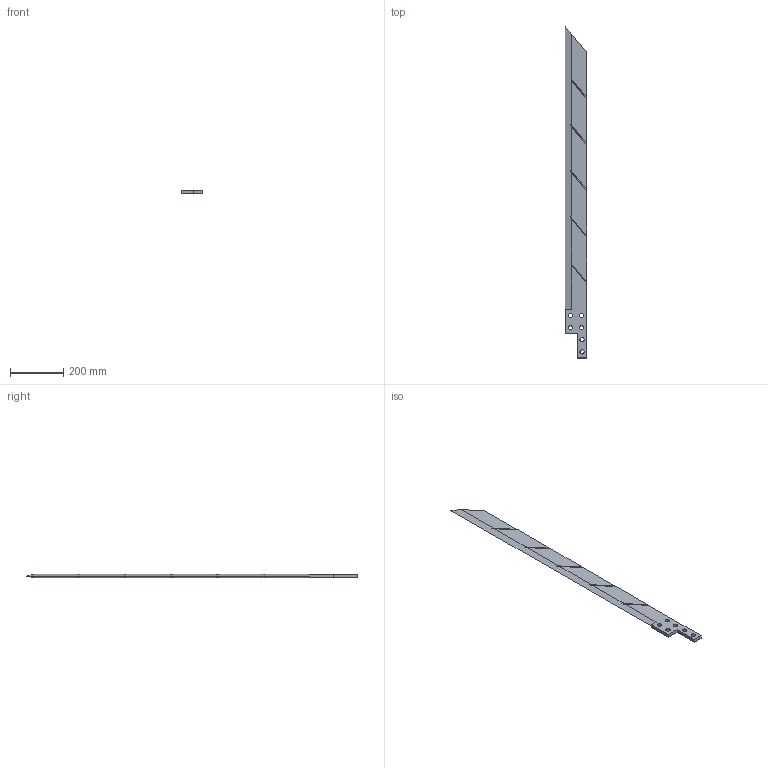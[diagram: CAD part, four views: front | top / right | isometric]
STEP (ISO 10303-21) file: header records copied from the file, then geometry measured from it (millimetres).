
FILE_DESCRIPTION(/* description */ (''),/* implementation_level */ '2;1');
FILE_NAME(/* name */ 'blade D 3.25.stp',/* time_stamp */ '2021-04-14T18:49:52-06:00',/* author */ ('newic'),/* organization */ (''),/* preprocessor_version */ 'ST-DEVELOPER v18.1',/* originating_system */ 'Autodesk Inventor 2021',/* authorisation */ '');
FILE_SCHEMA (('AUTOMOTIVE_DESIGN { 1 0 10303 214 3 1 1 }'));
Length unit declared in the file: inch
Products named in the file (1): blade D 3.25
Bounding box: 82.55 x 1249.68 x 12.7 mm (x, y, z)
Volume: 1015469.5 mm3; surface area: 214717 mm2
Topology: 1 solids, 1 shells, 58 faces, 166 edges, 110 vertices
Faces by surface type: plane 52, cylinder 6
Full cylindrical faces by diameter (mm): 15.875 x6
Entity records: 1933 total; most frequent: CARTESIAN_POINT 335, ORIENTED_EDGE 332, DIRECTION 296, EDGE_CURVE 166, LINE 154, VECTOR 154, VERTEX_POINT 110, AXIS2_PLACEMENT_3D 71
